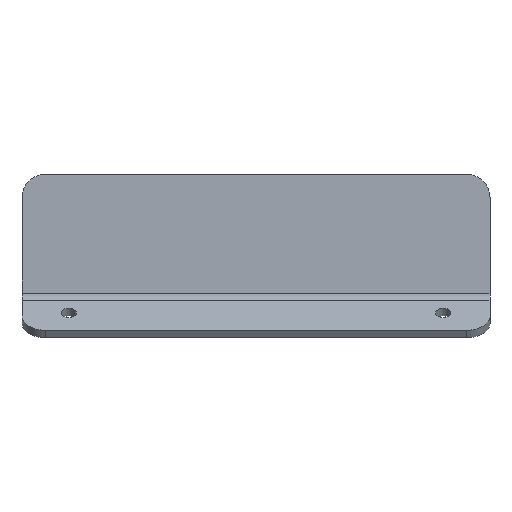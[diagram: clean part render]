
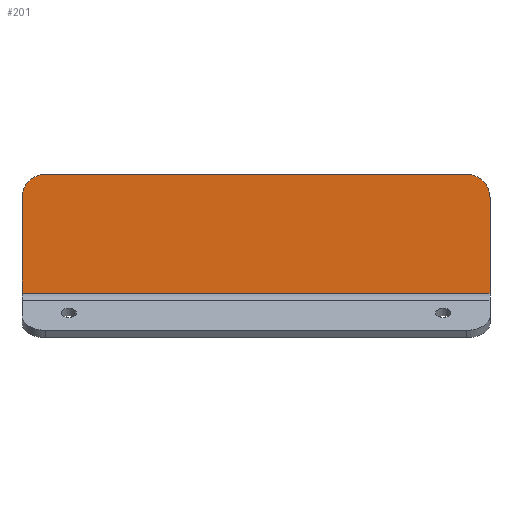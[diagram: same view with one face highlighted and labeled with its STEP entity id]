
A CAD part, top view. The second image highlights one B-rep face of the part: STEP entity #201.
In plain terms, the highlighted planar face has unit normal (0, 0, 1).
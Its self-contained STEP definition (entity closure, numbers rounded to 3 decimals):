
#5 = VECTOR ( 'NONE', #637, 1000. ) ;
#8 = DIRECTION ( 'NONE',  ( 0., 0., 1. ) ) ;
#14 = ORIENTED_EDGE ( 'NONE', *, *, #414, .T. ) ;
#16 = CARTESIAN_POINT ( 'NONE',  ( -45., 19.257, 0. ) ) ;
#18 = VERTEX_POINT ( 'NONE', #464 ) ;
#29 = ORIENTED_EDGE ( 'NONE', *, *, #513, .T. ) ;
#43 = EDGE_CURVE ( 'NONE', #555, #433, #517, .T. ) ;
#73 = CIRCLE ( 'NONE', #545, 5. ) ;
#83 = ORIENTED_EDGE ( 'NONE', *, *, #266, .T. ) ;
#97 = LINE ( 'NONE', #623, #599 ) ;
#111 = LINE ( 'NONE', #281, #416 ) ;
#151 = CARTESIAN_POINT ( 'NONE',  ( 50., -6.124, 0. ) ) ;
#170 = VERTEX_POINT ( 'NONE', #252 ) ;
#179 = ORIENTED_EDGE ( 'NONE', *, *, #43, .T. ) ;
#201 = ADVANCED_FACE ( 'NONE', ( #476 ), #482, .T. ) ;
#217 = DIRECTION ( 'NONE',  ( 1., 0., 0. ) ) ;
#227 = CARTESIAN_POINT ( 'NONE',  ( -45., 14.257, 0. ) ) ;
#252 = CARTESIAN_POINT ( 'NONE',  ( 45., 19.257, 0. ) ) ;
#253 = LINE ( 'NONE', #682, #5 ) ;
#266 = EDGE_CURVE ( 'NONE', #170, #502, #253, .T. ) ;
#281 = CARTESIAN_POINT ( 'NONE',  ( 50., 14.257, 0. ) ) ;
#297 = DIRECTION ( 'NONE',  ( -1., 0., 0. ) ) ;
#327 = AXIS2_PLACEMENT_3D ( 'NONE', #530, #423, #632 ) ;
#346 = CIRCLE ( 'NONE', #570, 5. ) ;
#354 = CARTESIAN_POINT ( 'NONE',  ( -50., 14.257, 0. ) ) ;
#372 = EDGE_CURVE ( 'NONE', #592, #18, #111, .T. ) ;
#381 = EDGE_LOOP ( 'NONE', ( #604, #665, #14, #83, #29, #179 ) ) ;
#387 = DIRECTION ( 'NONE',  ( 0., 1., 0. ) ) ;
#401 = DIRECTION ( 'NONE',  ( 1., 0., 0. ) ) ;
#408 = CARTESIAN_POINT ( 'NONE',  ( -50., 14.257, 0. ) ) ;
#412 = DIRECTION ( 'NONE',  ( 0., -1., 0. ) ) ;
#414 = EDGE_CURVE ( 'NONE', #18, #170, #346, .T. ) ;
#416 = VECTOR ( 'NONE', #387, 1000. ) ;
#423 = DIRECTION ( 'NONE',  ( 0., 0., 1. ) ) ;
#433 = VERTEX_POINT ( 'NONE', #602 ) ;
#464 = CARTESIAN_POINT ( 'NONE',  ( 50., 14.257, 0. ) ) ;
#476 = FACE_OUTER_BOUND ( 'NONE', #381, .T. ) ;
#482 = PLANE ( 'NONE',  #327 ) ;
#490 = CARTESIAN_POINT ( 'NONE',  ( 45., 14.257, 0. ) ) ;
#502 = VERTEX_POINT ( 'NONE', #16 ) ;
#513 = EDGE_CURVE ( 'NONE', #502, #555, #73, .T. ) ;
#517 = LINE ( 'NONE', #408, #556 ) ;
#530 = CARTESIAN_POINT ( 'NONE',  ( -45., -14.257, 0. ) ) ;
#540 = EDGE_CURVE ( 'NONE', #592, #433, #97, .T. ) ;
#545 = AXIS2_PLACEMENT_3D ( 'NONE', #227, #659, #401 ) ;
#555 = VERTEX_POINT ( 'NONE', #354 ) ;
#556 = VECTOR ( 'NONE', #412, 1000. ) ;
#570 = AXIS2_PLACEMENT_3D ( 'NONE', #490, #8, #217 ) ;
#592 = VERTEX_POINT ( 'NONE', #151 ) ;
#599 = VECTOR ( 'NONE', #297, 1000. ) ;
#602 = CARTESIAN_POINT ( 'NONE',  ( -50., -6.124, 0. ) ) ;
#604 = ORIENTED_EDGE ( 'NONE', *, *, #540, .F. ) ;
#623 = CARTESIAN_POINT ( 'NONE',  ( -45., -6.124, 0. ) ) ;
#632 = DIRECTION ( 'NONE',  ( 1., 0., 0. ) ) ;
#637 = DIRECTION ( 'NONE',  ( -1., 0., 0. ) ) ;
#659 = DIRECTION ( 'NONE',  ( 0., 0., 1. ) ) ;
#665 = ORIENTED_EDGE ( 'NONE', *, *, #372, .T. ) ;
#682 = CARTESIAN_POINT ( 'NONE',  ( 45., 19.257, 0. ) ) ;
